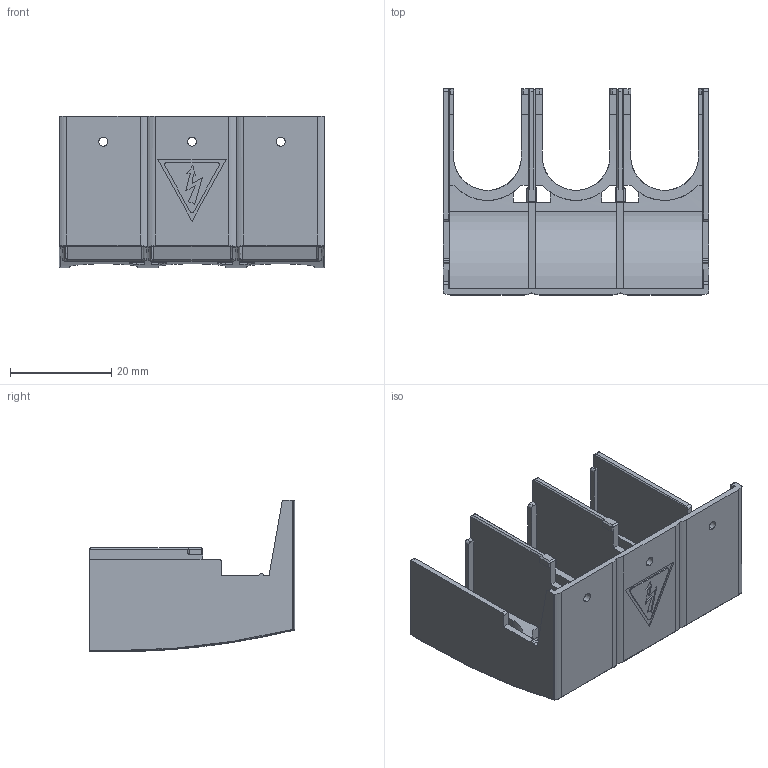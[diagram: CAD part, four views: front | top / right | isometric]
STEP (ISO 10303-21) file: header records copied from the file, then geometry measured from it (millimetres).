
FILE_DESCRIPTION (( 'STEP AP214' ), '1' );
FILE_NAME ('ZH37TS23.STEP', '2025-02-19T17:15:50', ( '' ), ( '' ), 'SwSTEP 2.0', 'SolidWorks 2022', '' );
FILE_SCHEMA (( 'AUTOMOTIVE_DESIGN' ));
Length unit declared in the file: millimetre
Products named in the file (1): ZH37TS23
Bounding box: 52.5 x 40.7 x 29.9 mm (x, y, z)
Volume: 6606.7 mm3; surface area: 11539.3 mm2
Topology: 1 solids, 1 shells, 272 faces, 736 edges, 454 vertices
Faces by surface type: plane 147, cylinder 79, torus 14, bspline 14, cone 10, sphere 8
Entity records: 9509 total; most frequent: CARTESIAN_POINT 2895, ORIENTED_EDGE 1432, DIRECTION 1310, EDGE_CURVE 716, VERTEX_POINT 448, LINE 442, VECTOR 442, AXIS2_PLACEMENT_3D 434
